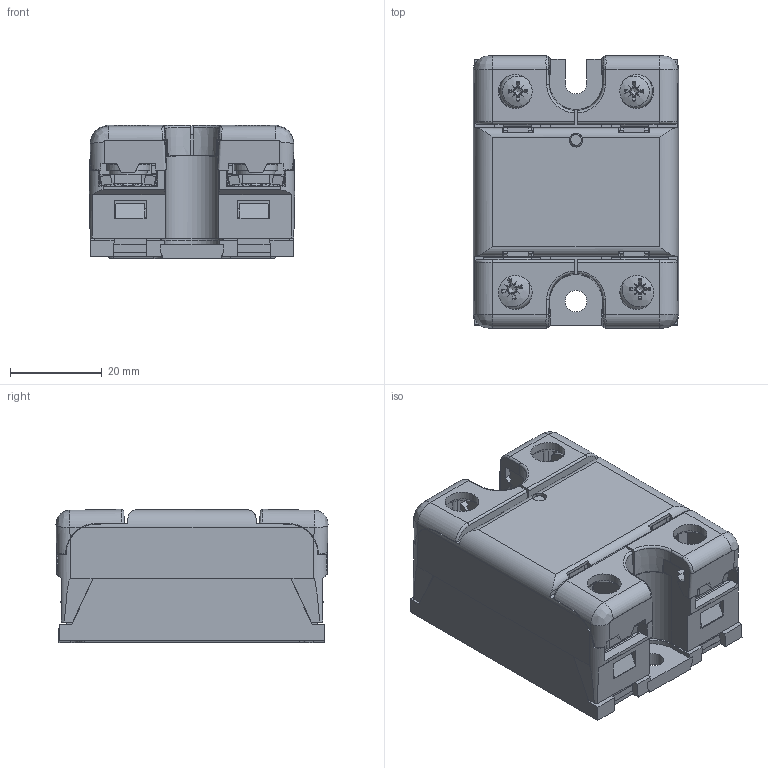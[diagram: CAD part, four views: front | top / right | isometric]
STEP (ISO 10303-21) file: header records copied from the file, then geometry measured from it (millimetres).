
FILE_DESCRIPTION(/* description */ ('20 28 514'),/* implementation_level */ '2;1');
FILE_NAME(/* name */ 'GNA GN GN+ GNdc SERIES avec volets fermes avec vis 200519.stp',/* time_stamp */ '2020-05-19T15:39:32+02:00',/* author */ ('ysicot'),/* organization */ (''),/* preprocessor_version */ 'ST-DEVELOPER v17',/* originating_system */ 'Autodesk Inventor 2018',/* authorisation */ '');
FILE_SCHEMA (('CONFIG_CONTROL_DESIGN'));
Products named in the file (16): SO Crouzet; SE Ci avec plots M4 et 5; Ci; 1G574000; LED CMS; Ci connect cde; vis M5 X 14; NF E 25-516 - WZ5; Cavalier puissance carré M5 CVB; plot cde M4 carré; Cavalier commandee carré M4 CVB; local.AFNOR.84.2.8 ép 0.8; vis M4 X 13; Volet Crouzet V5; Volet Crouzet V5 MIR; SO Crouzet_Substitute_1
Assembly tree (26 placements, depth 3):
  SO Crouzet
    SE Ci avec plots M4 et 5
      plot cde M4 carré  x2
      Cavalier commandee carré M4 CVB  x2
      local.AFNOR.84.2.8 ép 0.8  x2
      vis M4 X 13  x2
      Ci
      1G574000  x2
      LED CMS  x2
      Ci connect cde
      vis M5 X 14  x2
      NF E 25-516 - WZ5  x2
      Cavalier puissance carré M5 CVB  x2
    Volet Crouzet V5  x2
    Volet Crouzet V5 MIR  x2
    SO Crouzet_Substitute_1
Bounding box: 44.8 x 59.39 x 29.09 mm (x, y, z)
Volume: 67745.9 mm3; surface area: 32658.3 mm2
Topology: 25 solids, 25 shells, 2701 faces, 7325 edges, 4686 vertices
Faces by surface type: plane 1463, cone 647, cylinder 531, bspline 32, torus 24, sphere 4
Full cylindrical faces by diameter (mm): 1.5 x4, 2.35 x1, 3 x5, 3.242 x4, 3.621 x2, 3.704 x2, 4 x8, 4.134 x4, 4.567 x2, 4.6 x2, 4.674 x2, 4.7 x1, 5 x6, 5.2 x2, 5.35 x2, 6.2 x2, 6.35 x4, 7 x2, 7.4 x4, 8 x2
Entity records: 57340 total; most frequent: CARTESIAN_POINT 13027, ORIENTED_EDGE 9472, DIRECTION 8745, EDGE_CURVE 4736, VERTEX_POINT 3053, AXIS2_PLACEMENT_3D 3000, LINE 2745, VECTOR 2745
